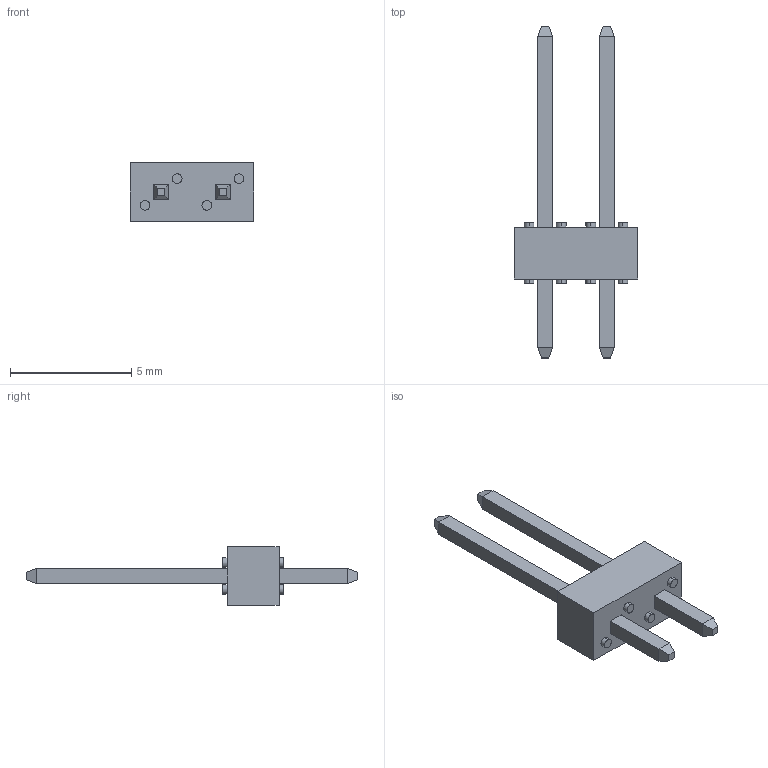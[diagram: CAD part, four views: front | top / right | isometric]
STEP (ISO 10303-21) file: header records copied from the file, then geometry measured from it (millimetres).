
FILE_DESCRIPTION (( 'STEP AP214' ), '1' );
FILE_NAME ('78511102.STEP', '2022-01-31T12:43:45', ( '' ), ( '' ), 'SwSTEP 2.0', 'SolidWorks 2020', '' );
FILE_SCHEMA (( 'AUTOMOTIVE_DESIGN' ));
Length unit declared in the file: millimetre
Products named in the file (1): 78511102
Bounding box: 5.08 x 13.67 x 2.4 mm (x, y, z)
Volume: 34.9 mm3; surface area: 134.8 mm2
Topology: 3 solids, 3 shells, 66 faces, 140 edges, 88 vertices
Faces by surface type: plane 50, cylinder 16
Entity records: 1962 total; most frequent: DIRECTION 306, CARTESIAN_POINT 295, ORIENTED_EDGE 280, EDGE_CURVE 140, LINE 108, VECTOR 108, AXIS2_PLACEMENT_3D 99, VERTEX_POINT 88
